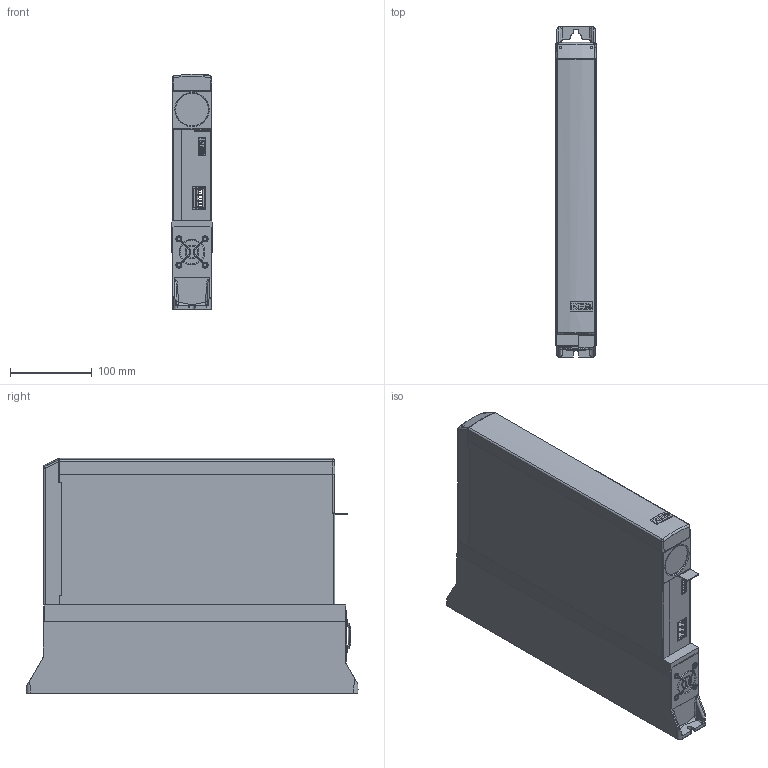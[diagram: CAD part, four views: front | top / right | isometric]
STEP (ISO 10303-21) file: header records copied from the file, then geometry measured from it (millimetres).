
FILE_DESCRIPTION (( 'STEP AP214' ), '1' );
FILE_NAME ('10027950_neuneu.STEP', '2014-06-18T12:32:33', ( '' ), ( '' ), 'SwSTEP 2.0', 'SolidWorks 2013', '' );
FILE_SCHEMA (( 'AUTOMOTIVE_DESIGN' ));
Length unit declared in the file: millimetre
Products named in the file (1): 10027950_neuneu
Bounding box: 49.72 x 407.11 x 289.1 mm (x, y, z)
Surface area: 455856.5 mm2 (no closed solid volume)
Topology: 0 solids, 61 shells, 620 faces, 2138 edges, 1536 vertices
Faces by surface type: plane 346, cylinder 148, bspline 54, torus 51, cone 15, sphere 6
Full cylindrical faces by diameter (mm): 1 x6, 2.5 x2, 4.2 x2, 40 x1
Entity records: 31336 total; most frequent: CARTESIAN_POINT 7603, DIRECTION 3264, ORIENTED_EDGE 3157, EDGE_CURVE 2091, VERTEX_POINT 1520, VECTOR 1344, LINE 1344, AXIS2_PLACEMENT_3D 960
